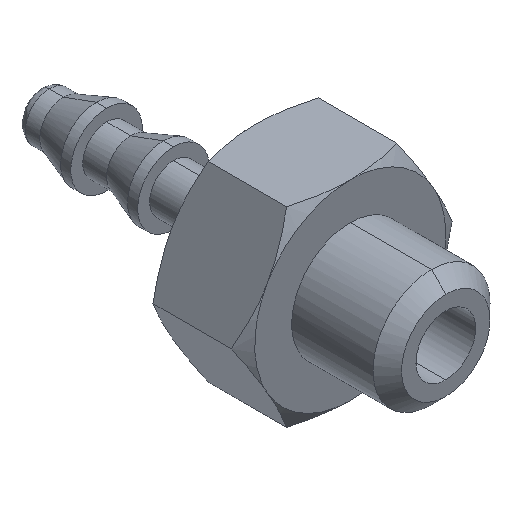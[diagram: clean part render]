
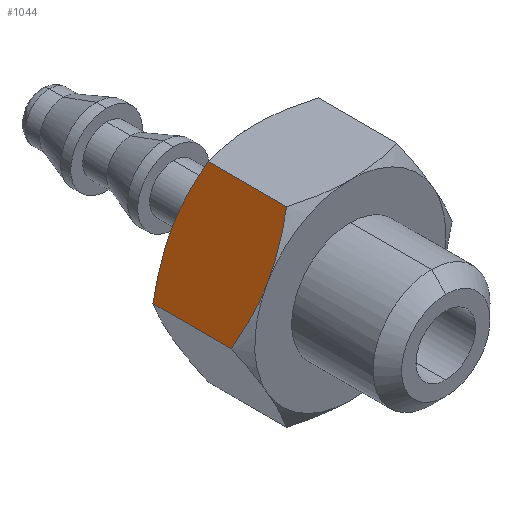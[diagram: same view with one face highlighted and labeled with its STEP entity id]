
A CAD part, isometric view. The second image highlights one B-rep face of the part: STEP entity #1044.
In plain terms, the highlighted free-form (B-spline) face has degree [1, 1] with [2, 2] control points.
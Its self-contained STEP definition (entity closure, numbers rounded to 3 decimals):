
#22 = CARTESIAN_POINT ( 'NONE',  ( -4.619, 4.357, 0. ) ) ;
#39 = CARTESIAN_POINT ( 'NONE',  ( -2.72, 7.846, 3.289 ) ) ;
#45 = CARTESIAN_POINT ( 'NONE',  ( -2.892, 4.093, 2.991 ) ) ;
#63 = EDGE_CURVE ( 'NONE', #1799, #1406, #1143, .T. ) ;
#165 = CARTESIAN_POINT ( 'NONE',  ( -4.619, 4.357, 0. ) ) ;
#205 = CARTESIAN_POINT ( 'NONE',  ( -3.273, 8., 2.33 ) ) ;
#210 = CARTESIAN_POINT ( 'NONE',  ( -2.51, 4.242, 3.653 ) ) ;
#232 = VERTEX_POINT ( 'NONE', #624 ) ;
#272 = CARTESIAN_POINT ( 'NONE',  ( -4.619, 7.643, 0. ) ) ;
#337 = CARTESIAN_POINT ( 'NONE',  ( -4.208, 4.154, 0.711 ) ) ;
#374 = CARTESIAN_POINT ( 'NONE',  ( -3.369, 4., 2.165 ) ) ;
#409 = CARTESIAN_POINT ( 'NONE',  ( -3.079, 7.968, 2.667 ) ) ;
#414 = CARTESIAN_POINT ( 'NONE',  ( -4.023, 7.912, 1.033 ) ) ;
#426 = VERTEX_POINT ( 'NONE', #1663 ) ;
#428 = EDGE_CURVE ( 'NONE', #426, #1861, #699, .T. ) ;
#516 = CARTESIAN_POINT ( 'NONE',  ( -4.054, 4.098, 0.978 ) ) ;
#526 = CARTESIAN_POINT ( 'NONE',  ( -2.309, 4.357, 4. ) ) ;
#553 = CARTESIAN_POINT ( 'NONE',  ( -4.619, 8.024, 0. ) ) ;
#559 = CARTESIAN_POINT ( 'NONE',  ( -3.054, 4.047, 2.711 ) ) ;
#563 = CARTESIAN_POINT ( 'NONE',  ( -2.874, 7.902, 3.022 ) ) ;
#573 = CARTESIAN_POINT ( 'NONE',  ( -2.869, 7.9, 3.031 ) ) ;
#594 = EDGE_CURVE ( 'NONE', #232, #1416, #1600, .T. ) ;
#604 = CARTESIAN_POINT ( 'NONE',  ( -3.704, 7.988, 1.585 ) ) ;
#624 = CARTESIAN_POINT ( 'NONE',  ( -4.619, 4.357, 0. ) ) ;
#693 = CARTESIAN_POINT ( 'NONE',  ( -4.372, 4.224, 0.427 ) ) ;
#699 = B_SPLINE_CURVE_WITH_KNOTS ( 'NONE', 3,
 ( #728, #1990, #1836, #39, #1030, #864, #1355, #573, #563, #409, #205, #1373 ),
 .UNSPECIFIED., .F., .F.,
 ( 4, 1, 1, 1, 1, 2, 2, 4 ),
 ( 0., 0.25, 0.375, 0.437, 0.469, 0.484, 0.5, 1. ),
 .UNSPECIFIED. ) ;
#700 = FACE_OUTER_BOUND ( 'NONE', #1760, .T. ) ;
#705 = ORIENTED_EDGE ( 'NONE', *, *, #1583, .T. ) ;
#728 = CARTESIAN_POINT ( 'NONE',  ( -2.309, 7.643, 4. ) ) ;
#743 = CARTESIAN_POINT ( 'NONE',  ( -4.419, 7.758, 0.347 ) ) ;
#749 = CARTESIAN_POINT ( 'NONE',  ( -3.998, 7.919, 1.076 ) ) ;
#821 = CARTESIAN_POINT ( 'NONE',  ( -3.849, 4.032, 1.333 ) ) ;
#835 = CARTESIAN_POINT ( 'NONE',  ( -3.464, 4., 2. ) ) ;
#855 = CARTESIAN_POINT ( 'NONE',  ( -2.906, 4.088, 2.967 ) ) ;
#864 = CARTESIAN_POINT ( 'NONE',  ( -2.84, 7.89, 3.08 ) ) ;
#908 = CARTESIAN_POINT ( 'NONE',  ( -3.559, 8., 1.835 ) ) ;
#915 = CARTESIAN_POINT ( 'NONE',  ( -3.464, 8., 2. ) ) ;
#983 = CARTESIAN_POINT ( 'NONE',  ( -4.071, 4.104, 0.949 ) ) ;
#1027 = CARTESIAN_POINT ( 'NONE',  ( -3.464, 4., 2. ) ) ;
#1028 = CARTESIAN_POINT ( 'NONE',  ( -2.309, 3.976, 4. ) ) ;
#1030 = CARTESIAN_POINT ( 'NONE',  ( -2.801, 7.876, 3.149 ) ) ;
#1044 = ADVANCED_FACE ( 'NONE', ( #700 ), #1504, .T. ) ;
#1078 = CARTESIAN_POINT ( 'NONE',  ( -3.464, 4., 2. ) ) ;
#1112 = EDGE_CURVE ( 'NONE', #1861, #1416, #1344, .T. ) ;
#1143 = B_SPLINE_CURVE_WITH_KNOTS ( 'NONE', 3,
 ( #1027, #374, #1833, #559, #1523, #2010, #855, #45, #2000, #210, #1840 ),
 .UNSPECIFIED., .F., .F.,
 ( 4, 1, 1, 1, 2, 2, 4 ),
 ( 0., 0.25, 0.375, 0.438, 0.469, 0.5, 1. ),
 .UNSPECIFIED. ) ;
#1179 = ORIENTED_EDGE ( 'NONE', *, *, #594, .F. ) ;
#1195 = CARTESIAN_POINT ( 'NONE',  ( -4.619, 7.643, 0. ) ) ;
#1225 = CARTESIAN_POINT ( 'NONE',  ( -3.961, 7.93, 1.14 ) ) ;
#1323 = CARTESIAN_POINT ( 'NONE',  ( -4.519, 4.3, 0.173 ) ) ;
#1327 = ORIENTED_EDGE ( 'NONE', *, *, #428, .T. ) ;
#1330 = CARTESIAN_POINT ( 'NONE',  ( -3.655, 4., 1.67 ) ) ;
#1344 = B_SPLINE_CURVE_WITH_KNOTS ( 'NONE', 3,
 ( #915, #908, #604, #1711, #1225, #749, #414, #2031, #1531, #743, #1859 ),
 .UNSPECIFIED., .F., .F.,
 ( 4, 1, 1, 1, 2, 2, 4 ),
 ( 0., 0.25, 0.375, 0.438, 0.469, 0.5, 1. ),
 .UNSPECIFIED. ) ;
#1352 = CARTESIAN_POINT ( 'NONE',  ( -2.309, 8.024, 4. ) ) ;
#1355 = CARTESIAN_POINT ( 'NONE',  ( -2.857, 7.896, 3.051 ) ) ;
#1373 = CARTESIAN_POINT ( 'NONE',  ( -3.464, 8., 2. ) ) ;
#1406 = VERTEX_POINT ( 'NONE', #1414 ) ;
#1414 = CARTESIAN_POINT ( 'NONE',  ( -2.309, 4.357, 4. ) ) ;
#1416 = VERTEX_POINT ( 'NONE', #272 ) ;
#1450 = CARTESIAN_POINT ( 'NONE',  ( -3.464, 8., 2. ) ) ;
#1474 = CARTESIAN_POINT ( 'NONE',  ( -4.128, 4.124, 0.851 ) ) ;
#1479 = CARTESIAN_POINT ( 'NONE',  ( -4.059, 4.1, 0.969 ) ) ;
#1504 = B_SPLINE_SURFACE_WITH_KNOTS ( 'NONE', 1, 1, ( 
 ( #1995, #553 ),
 ( #1028, #1352 ) ),
 .UNSPECIFIED., .F., .F., .F.,
 ( 2, 2 ),
 ( 2, 2 ),
 ( 0., 1. ),
 ( 0., 1. ),
 .UNSPECIFIED. ) ;
#1523 = CARTESIAN_POINT ( 'NONE',  ( -2.967, 4.07, 2.86 ) ) ;
#1531 = CARTESIAN_POINT ( 'NONE',  ( -4.228, 7.845, 0.677 ) ) ;
#1583 = EDGE_CURVE ( 'NONE', #232, #1799, #2003, .T. ) ;
#1600 = B_SPLINE_CURVE_WITH_KNOTS ( 'NONE', 1,
 ( #22, #1195 ),
 .UNSPECIFIED., .F., .F.,
 ( 2, 2 ),
 ( 0., 1. ),
 .UNSPECIFIED. ) ;
#1614 = ORIENTED_EDGE ( 'NONE', *, *, #1112, .T. ) ;
#1663 = CARTESIAN_POINT ( 'NONE',  ( -2.309, 7.643, 4. ) ) ;
#1666 = CARTESIAN_POINT ( 'NONE',  ( -2.309, 7.643, 4. ) ) ;
#1711 = CARTESIAN_POINT ( 'NONE',  ( -3.875, 7.953, 1.289 ) ) ;
#1760 = EDGE_LOOP ( 'NONE', ( #705, #1972, #1813, #1327, #1614, #1179 ) ) ;
#1793 = CARTESIAN_POINT ( 'NONE',  ( -4.088, 4.11, 0.92 ) ) ;
#1799 = VERTEX_POINT ( 'NONE', #1078 ) ;
#1813 = ORIENTED_EDGE ( 'NONE', *, *, #1993, .T. ) ;
#1833 = CARTESIAN_POINT ( 'NONE',  ( -3.225, 4.012, 2.415 ) ) ;
#1836 = CARTESIAN_POINT ( 'NONE',  ( -2.556, 7.776, 3.573 ) ) ;
#1840 = CARTESIAN_POINT ( 'NONE',  ( -2.309, 4.357, 4. ) ) ;
#1859 = CARTESIAN_POINT ( 'NONE',  ( -4.619, 7.643, 0. ) ) ;
#1861 = VERTEX_POINT ( 'NONE', #1450 ) ;
#1972 = ORIENTED_EDGE ( 'NONE', *, *, #63, .T. ) ;
#1990 = CARTESIAN_POINT ( 'NONE',  ( -2.409, 7.7, 3.827 ) ) ;
#1993 = EDGE_CURVE ( 'NONE', #1406, #426, #2047, .T. ) ;
#1995 = CARTESIAN_POINT ( 'NONE',  ( -4.619, 3.976, 0. ) ) ;
#2000 = CARTESIAN_POINT ( 'NONE',  ( -2.7, 4.155, 3.323 ) ) ;
#2003 = B_SPLINE_CURVE_WITH_KNOTS ( 'NONE', 3,
 ( #165, #1323, #693, #337, #1474, #1793, #983, #1479, #516, #821, #1330, #835 ),
 .UNSPECIFIED., .F., .F.,
 ( 4, 1, 1, 1, 1, 2, 2, 4 ),
 ( 0., 0.25, 0.375, 0.437, 0.469, 0.484, 0.5, 1. ),
 .UNSPECIFIED. ) ;
#2010 = CARTESIAN_POINT ( 'NONE',  ( -2.93, 4.081, 2.924 ) ) ;
#2031 = CARTESIAN_POINT ( 'NONE',  ( -4.036, 7.907, 1.009 ) ) ;
#2047 = B_SPLINE_CURVE_WITH_KNOTS ( 'NONE', 1,
 ( #526, #1666 ),
 .UNSPECIFIED., .F., .F.,
 ( 2, 2 ),
 ( 0., 1. ),
 .UNSPECIFIED. ) ;
